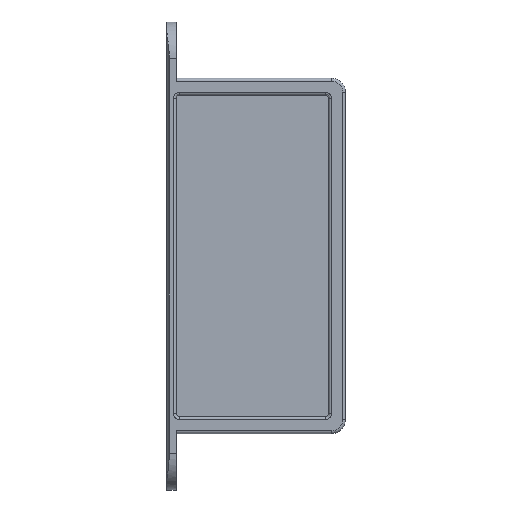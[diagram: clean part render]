
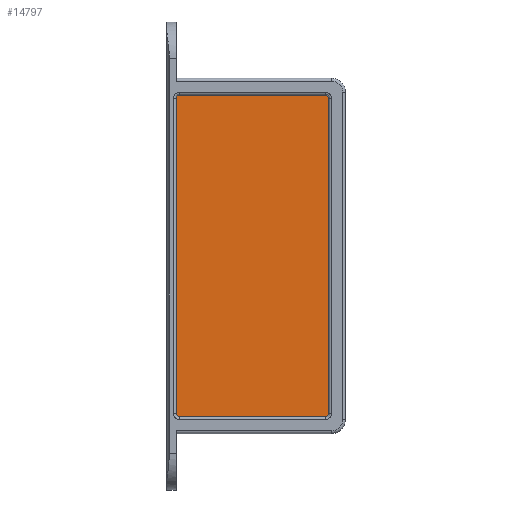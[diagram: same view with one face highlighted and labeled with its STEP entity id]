
A CAD part, top view. The second image highlights one B-rep face of the part: STEP entity #14797.
In plain terms, the highlighted planar face has unit normal (0, 0, 1).
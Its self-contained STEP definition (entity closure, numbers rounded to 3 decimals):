
#43 = CARTESIAN_POINT ( 'NONE',  ( -94.056, 103., 309.5 ) ) ;
#524 = AXIS2_PLACEMENT_3D ( 'NONE', #5000, #12398, #13732 ) ;
#945 = ORIENTED_EDGE ( 'NONE', *, *, #9381, .T. ) ;
#1276 = DIRECTION ( 'NONE',  ( 0., 0., 1. ) ) ;
#1695 = DIRECTION ( 'NONE',  ( 0., -1., 0. ) ) ;
#1958 = CARTESIAN_POINT ( 'NONE',  ( -94.056, -123., 309.5 ) ) ;
#2058 = CARTESIAN_POINT ( 'NONE',  ( -94.056, 101., 309.5 ) ) ;
#2223 = DIRECTION ( 'NONE',  ( 0., 0., 1. ) ) ;
#2293 = VERTEX_POINT ( 'NONE', #2058 ) ;
#2389 = DIRECTION ( 'NONE',  ( -1., 0., 0. ) ) ;
#3004 = FACE_OUTER_BOUND ( 'NONE', #12236, .T. ) ;
#3363 = ORIENTED_EDGE ( 'NONE', *, *, #15109, .T. ) ;
#3446 = DIRECTION ( 'NONE',  ( 1., 0., 0. ) ) ;
#3613 = VERTEX_POINT ( 'NONE', #8830 ) ;
#3879 = CARTESIAN_POINT ( 'NONE',  ( -96.056, 103., 309.5 ) ) ;
#4101 = CARTESIAN_POINT ( 'NONE',  ( -200.056, -125., 309.5 ) ) ;
#4127 = ORIENTED_EDGE ( 'NONE', *, *, #6226, .T. ) ;
#4311 = VECTOR ( 'NONE', #5019, 1000. ) ;
#4527 = DIRECTION ( 'NONE',  ( 1., 0., 0. ) ) ;
#4732 = EDGE_CURVE ( 'NONE', #9496, #12689, #14281, .T. ) ;
#4875 = VERTEX_POINT ( 'NONE', #7611 ) ;
#5000 = CARTESIAN_POINT ( 'NONE',  ( 0., 0., 309.5 ) ) ;
#5009 = DIRECTION ( 'NONE',  ( 0., -1., 0. ) ) ;
#5019 = DIRECTION ( 'NONE',  ( -1., 0., 0. ) ) ;
#5581 = AXIS2_PLACEMENT_3D ( 'NONE', #15119, #11283, #7683 ) ;
#5691 = CARTESIAN_POINT ( 'NONE',  ( -200.056, 103., 309.5 ) ) ;
#5759 = VERTEX_POINT ( 'NONE', #5691 ) ;
#6226 = EDGE_CURVE ( 'NONE', #4875, #3613, #15615, .T. ) ;
#6431 = LINE ( 'NONE', #43, #10600 ) ;
#6753 = ORIENTED_EDGE ( 'NONE', *, *, #14039, .F. ) ;
#6918 = DIRECTION ( 'NONE',  ( 0., 0., 1. ) ) ;
#7565 = LINE ( 'NONE', #10895, #12320 ) ;
#7611 = CARTESIAN_POINT ( 'NONE',  ( -202.056, 101., 309.5 ) ) ;
#7683 = DIRECTION ( 'NONE',  ( 1., 0., 0. ) ) ;
#7904 = VERTEX_POINT ( 'NONE', #4101 ) ;
#7942 = CIRCLE ( 'NONE', #5581, 2. ) ;
#8446 = CARTESIAN_POINT ( 'NONE',  ( -200.056, 101., 309.5 ) ) ;
#8830 = CARTESIAN_POINT ( 'NONE',  ( -202.056, -123., 309.5 ) ) ;
#9381 = EDGE_CURVE ( 'NONE', #5759, #4875, #15579, .T. ) ;
#9496 = VERTEX_POINT ( 'NONE', #10185 ) ;
#9497 = CARTESIAN_POINT ( 'NONE',  ( -200.056, -123., 309.5 ) ) ;
#9844 = CARTESIAN_POINT ( 'NONE',  ( -94.056, -125., 309.5 ) ) ;
#9967 = AXIS2_PLACEMENT_3D ( 'NONE', #12024, #6918, #4527 ) ;
#9986 = ORIENTED_EDGE ( 'NONE', *, *, #4732, .T. ) ;
#10097 = PLANE ( 'NONE',  #524 ) ;
#10185 = CARTESIAN_POINT ( 'NONE',  ( -96.056, -125., 309.5 ) ) ;
#10600 = VECTOR ( 'NONE', #5009, 1000. ) ;
#10895 = CARTESIAN_POINT ( 'NONE',  ( -202.056, 103., 309.5 ) ) ;
#11236 = CARTESIAN_POINT ( 'NONE',  ( -202.056, 111., 309.5 ) ) ;
#11283 = DIRECTION ( 'NONE',  ( 0., 0., 1. ) ) ;
#11617 = ORIENTED_EDGE ( 'NONE', *, *, #15495, .F. ) ;
#12024 = CARTESIAN_POINT ( 'NONE',  ( -96.056, -123., 309.5 ) ) ;
#12236 = EDGE_LOOP ( 'NONE', ( #15546, #945, #4127, #3363, #11617, #9986, #6753, #14981 ) ) ;
#12320 = VECTOR ( 'NONE', #13568, 1000. ) ;
#12382 = VECTOR ( 'NONE', #1695, 1000. ) ;
#12398 = DIRECTION ( 'NONE',  ( 0., 0., 1. ) ) ;
#12689 = VERTEX_POINT ( 'NONE', #1958 ) ;
#13000 = AXIS2_PLACEMENT_3D ( 'NONE', #8446, #1276, #2389 ) ;
#13343 = AXIS2_PLACEMENT_3D ( 'NONE', #9497, #2223, #3446 ) ;
#13568 = DIRECTION ( 'NONE',  ( 1., 0., 0. ) ) ;
#13643 = CIRCLE ( 'NONE', #13343, 2. ) ;
#13732 = DIRECTION ( 'NONE',  ( 1., 0., 0. ) ) ;
#13846 = LINE ( 'NONE', #9844, #4311 ) ;
#14039 = EDGE_CURVE ( 'NONE', #2293, #12689, #6431, .T. ) ;
#14281 = CIRCLE ( 'NONE', #9967, 2. ) ;
#14480 = EDGE_CURVE ( 'NONE', #2293, #14859, #7942, .T. ) ;
#14783 = EDGE_CURVE ( 'NONE', #5759, #14859, #7565, .T. ) ;
#14797 = ADVANCED_FACE ( 'NONE', ( #3004 ), #10097, .T. ) ;
#14859 = VERTEX_POINT ( 'NONE', #3879 ) ;
#14981 = ORIENTED_EDGE ( 'NONE', *, *, #14480, .T. ) ;
#15109 = EDGE_CURVE ( 'NONE', #3613, #7904, #13643, .T. ) ;
#15119 = CARTESIAN_POINT ( 'NONE',  ( -96.056, 101., 309.5 ) ) ;
#15495 = EDGE_CURVE ( 'NONE', #9496, #7904, #13846, .T. ) ;
#15546 = ORIENTED_EDGE ( 'NONE', *, *, #14783, .F. ) ;
#15579 = CIRCLE ( 'NONE', #13000, 2. ) ;
#15615 = LINE ( 'NONE', #11236, #12382 ) ;
